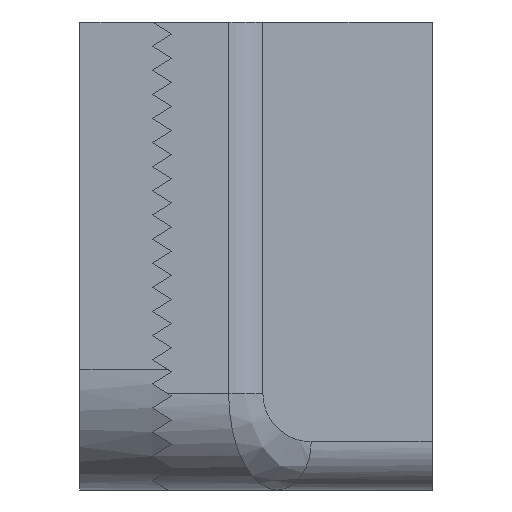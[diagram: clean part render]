
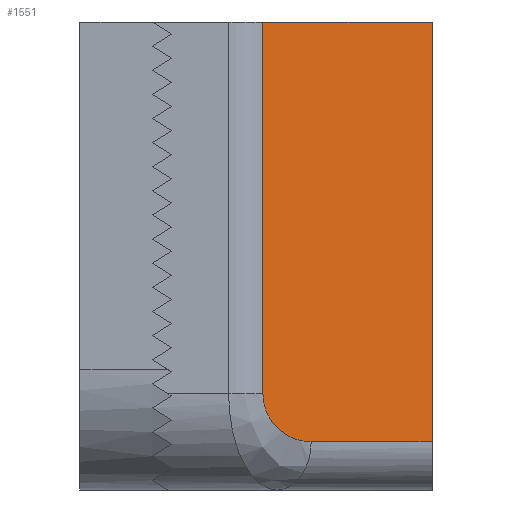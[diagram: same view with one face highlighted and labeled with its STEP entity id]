
A CAD part, left-side view. The second image highlights one B-rep face of the part: STEP entity #1551.
In plain terms, the highlighted planar face has unit normal (-0.707, -0.707, 0).
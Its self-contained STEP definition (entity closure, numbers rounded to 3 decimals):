
#141 = CARTESIAN_POINT ( 'NONE',  ( -5.7, 0., 9.7 ) ) ;
#241 = DIRECTION ( 'NONE',  ( 0.707, 0.707, 0. ) ) ;
#247 = DIRECTION ( 'NONE',  ( -0.707, 0.707, 0. ) ) ;
#280 = CARTESIAN_POINT ( 'NONE',  ( -9.207, 3.507, 9.7 ) ) ;
#331 = FACE_OUTER_BOUND ( 'NONE', #714, .T. ) ;
#355 = ORIENTED_EDGE ( 'NONE', *, *, #1571, .T. ) ;
#496 =( BOUNDED_CURVE ( )  B_SPLINE_CURVE ( 3, ( #1549, #2391, #1866, #1601 ),
 .UNSPECIFIED., .F., .F. ) 
 B_SPLINE_CURVE_WITH_KNOTS ( ( 4, 4 ),
 ( 3.142, 4.712 ),
 .UNSPECIFIED. ) 
 CURVE ( )  GEOMETRIC_REPRESENTATION_ITEM ( )  RATIONAL_B_SPLINE_CURVE ( ( 1., 0.805, 0.805, 1. ) ) 
 REPRESENTATION_ITEM ( '' )  );
#529 = EDGE_CURVE ( 'NONE', #2194, #3031, #1770, .T. ) ;
#536 = EDGE_CURVE ( 'NONE', #769, #793, #1146, .T. ) ;
#550 = ORIENTED_EDGE ( 'NONE', *, *, #536, .T. ) ;
#551 = DIRECTION ( 'NONE',  ( 0., 0., -1. ) ) ;
#714 = EDGE_LOOP ( 'NONE', ( #2440, #550, #355, #3018, #1988 ) ) ;
#746 = LINE ( 'NONE', #3343, #1358 ) ;
#769 = VERTEX_POINT ( 'NONE', #280 ) ;
#793 = VERTEX_POINT ( 'NONE', #3174 ) ;
#829 = VECTOR ( 'NONE', #1877, 1000. ) ;
#1022 = AXIS2_PLACEMENT_3D ( 'NONE', #1799, #241, #247 ) ;
#1109 = CARTESIAN_POINT ( 'NONE',  ( -9.5, 3.8, 1. ) ) ;
#1146 = LINE ( 'NONE', #2677, #1972 ) ;
#1333 = CARTESIAN_POINT ( 'NONE',  ( -8.207, 2.507, 1. ) ) ;
#1358 = VECTOR ( 'NONE', #2832, 1000. ) ;
#1426 = EDGE_CURVE ( 'NONE', #769, #1898, #746, .T. ) ;
#1549 = CARTESIAN_POINT ( 'NONE',  ( -9.207, 3.507, 2. ) ) ;
#1551 = ADVANCED_FACE ( 'NONE', ( #331 ), #3156, .F. ) ;
#1571 = EDGE_CURVE ( 'NONE', #793, #2194, #496, .T. ) ;
#1601 = CARTESIAN_POINT ( 'NONE',  ( -8.207, 2.507, 1. ) ) ;
#1770 = LINE ( 'NONE', #1109, #829 ) ;
#1799 = CARTESIAN_POINT ( 'NONE',  ( -9.5, 3.8, 9.7 ) ) ;
#1866 = CARTESIAN_POINT ( 'NONE',  ( -8.793, 3.093, 1. ) ) ;
#1877 = DIRECTION ( 'NONE',  ( 0.707, -0.707, 0. ) ) ;
#1882 = EDGE_CURVE ( 'NONE', #1898, #3031, #3113, .T. ) ;
#1898 = VERTEX_POINT ( 'NONE', #141 ) ;
#1944 = CARTESIAN_POINT ( 'NONE',  ( -5.7, 0., 9.7 ) ) ;
#1966 = CARTESIAN_POINT ( 'NONE',  ( -5.7, 0., 1. ) ) ;
#1972 = VECTOR ( 'NONE', #551, 1000. ) ;
#1988 = ORIENTED_EDGE ( 'NONE', *, *, #1882, .F. ) ;
#2183 = DIRECTION ( 'NONE',  ( 0., 0., -1. ) ) ;
#2194 = VERTEX_POINT ( 'NONE', #1333 ) ;
#2391 = CARTESIAN_POINT ( 'NONE',  ( -9.207, 3.507, 1.414 ) ) ;
#2414 = VECTOR ( 'NONE', #2183, 1000. ) ;
#2440 = ORIENTED_EDGE ( 'NONE', *, *, #1426, .F. ) ;
#2677 = CARTESIAN_POINT ( 'NONE',  ( -9.207, 3.507, 9.7 ) ) ;
#2832 = DIRECTION ( 'NONE',  ( 0.707, -0.707, 0. ) ) ;
#3018 = ORIENTED_EDGE ( 'NONE', *, *, #529, .T. ) ;
#3031 = VERTEX_POINT ( 'NONE', #1966 ) ;
#3113 = LINE ( 'NONE', #1944, #2414 ) ;
#3156 = PLANE ( 'NONE',  #1022 ) ;
#3174 = CARTESIAN_POINT ( 'NONE',  ( -9.207, 3.507, 2. ) ) ;
#3343 = CARTESIAN_POINT ( 'NONE',  ( -9.5, 3.8, 9.7 ) ) ;
